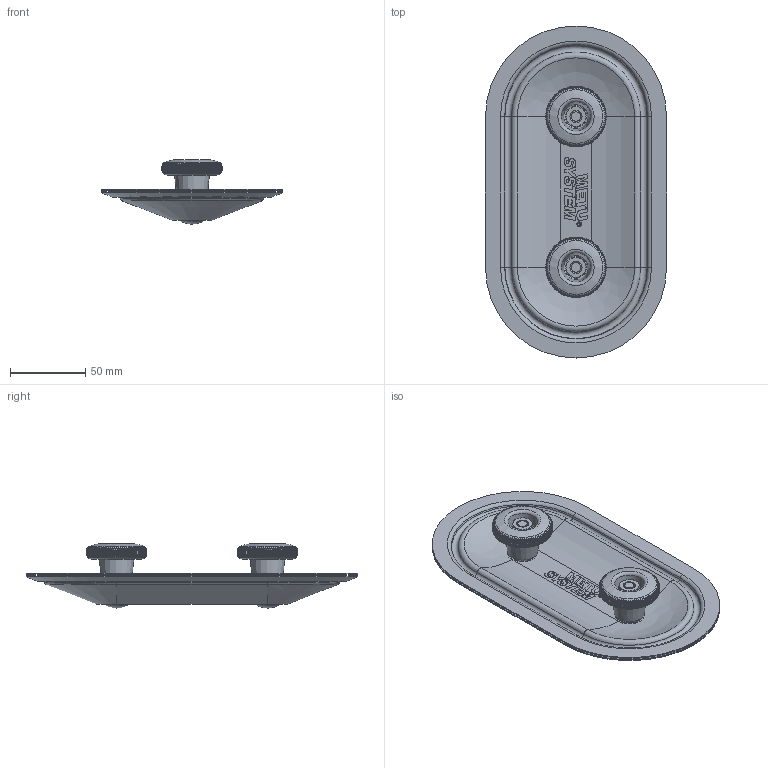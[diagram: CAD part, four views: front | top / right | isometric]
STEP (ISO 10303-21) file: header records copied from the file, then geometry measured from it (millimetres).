
FILE_DESCRIPTION(/* description */ (''),/* implementation_level */ '2;1');
FILE_NAME(/* name */ 'Metu_System_GX_21_PE.stp',/* time_stamp */ '2012-04-23T10:53:21+02:00',/* author */ (''),/* organization */ (''),/* preprocessor_version */ 'ST-DEVELOPER v11',/* originating_system */ 'SIEMENS UGS NX 6.0',/* authorisation */ '');
FILE_SCHEMA (('CONFIG_CONTROL_DESIGN'));
Length unit declared in the file: millimetre
Products named in the file (1): perl3350xcaq
Bounding box: 120 x 220 x 42.5 mm (x, y, z)
Volume: 61462.6 mm3; surface area: 121191.7 mm2
Topology: 8 solids, 8 shells, 1642 faces, 3578 edges, 1977 vertices
Faces by surface type: cone 776, plane 539, cylinder 244, torus 50, extrusion 17, sphere 8, bspline 8
Full cylindrical faces by diameter (mm): 2.958 x1, 3.198 x1, 6.647 x2, 6.8 x2, 7.8 x2, 9 x2, 10 x2, 11.4 x2, 20 x2
Entity records: 48576 total; most frequent: CARTESIAN_POINT 14627, ORIENTED_EDGE 6994, DIRECTION 6855, EDGE_CURVE 3497, AXIS2_PLACEMENT_3D 2594, VERTEX_POINT 1958, EDGE_LOOP 1745, VECTOR 1667
